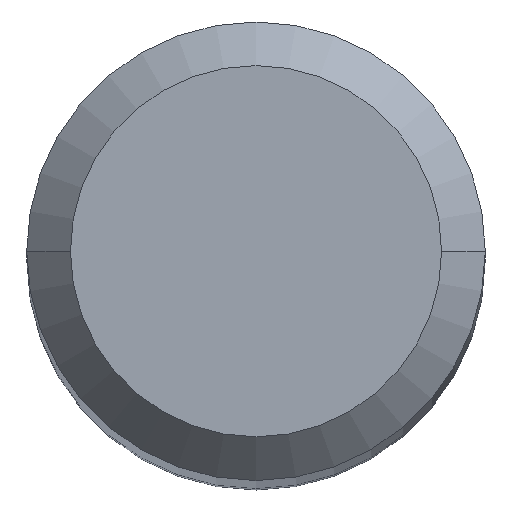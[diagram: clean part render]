
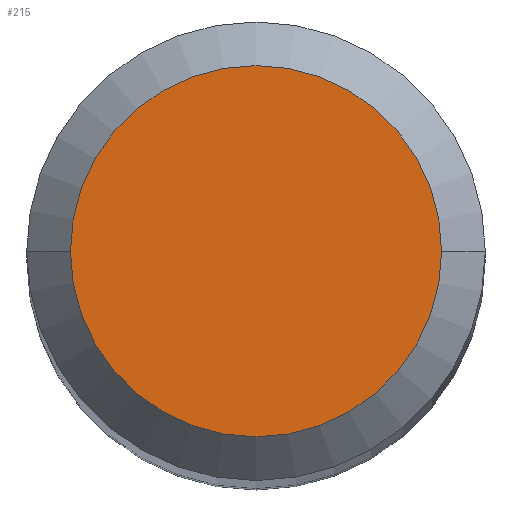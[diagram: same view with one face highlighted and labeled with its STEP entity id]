
A CAD part, top view. The second image highlights one B-rep face of the part: STEP entity #215.
In plain terms, the highlighted planar face has unit normal (0, 0, 1).
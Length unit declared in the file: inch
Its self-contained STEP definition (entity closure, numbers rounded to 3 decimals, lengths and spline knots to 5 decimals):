
#5 = CARTESIAN_POINT ( 'NONE',  ( 0., 0., 1.9685 ) ) ;
#7 = FACE_OUTER_BOUND ( 'NONE', #308, .T. ) ;
#9 = DIRECTION ( 'NONE',  ( 0., 0., 1. ) ) ;
#21 = DIRECTION ( 'NONE',  ( 1., 0., 0. ) ) ;
#28 = CARTESIAN_POINT ( 'NONE',  ( -0.06374, 0., 1.9685 ) ) ;
#41 = CIRCLE ( 'NONE', #75, 0.06374 ) ;
#46 = CARTESIAN_POINT ( 'NONE',  ( 0., 0., 1.9685 ) ) ;
#48 = EDGE_CURVE ( 'NONE', #287, #284, #41, .T. ) ;
#53 = AXIS2_PLACEMENT_3D ( 'NONE', #5, #105, #21 ) ;
#75 = AXIS2_PLACEMENT_3D ( 'NONE', #46, #119, #192 ) ;
#90 = CARTESIAN_POINT ( 'NONE',  ( 0., 0., 1.9685 ) ) ;
#103 = AXIS2_PLACEMENT_3D ( 'NONE', #90, #9, #183 ) ;
#105 = DIRECTION ( 'NONE',  ( 0., 0., 1. ) ) ;
#119 = DIRECTION ( 'NONE',  ( 0., 0., 1. ) ) ;
#177 = ORIENTED_EDGE ( 'NONE', *, *, #319, .T. ) ;
#183 = DIRECTION ( 'NONE',  ( 1., 0., 0. ) ) ;
#192 = DIRECTION ( 'NONE',  ( 1., 0., 0. ) ) ;
#215 = ADVANCED_FACE ( 'NONE', ( #7 ), #227, .T. ) ;
#227 = PLANE ( 'NONE',  #103 ) ;
#232 = ORIENTED_EDGE ( 'NONE', *, *, #48, .T. ) ;
#274 = CARTESIAN_POINT ( 'NONE',  ( 0.06374, 0., 1.9685 ) ) ;
#284 = VERTEX_POINT ( 'NONE', #28 ) ;
#287 = VERTEX_POINT ( 'NONE', #274 ) ;
#308 = EDGE_LOOP ( 'NONE', ( #177, #232 ) ) ;
#319 = EDGE_CURVE ( 'NONE', #284, #287, #329, .T. ) ;
#329 = CIRCLE ( 'NONE', #53, 0.06374 ) ;
